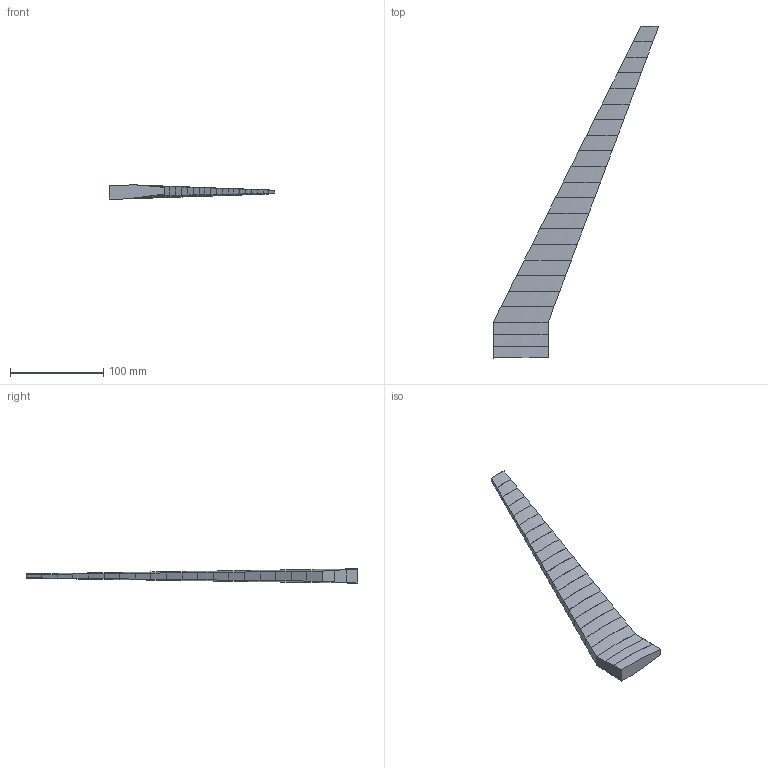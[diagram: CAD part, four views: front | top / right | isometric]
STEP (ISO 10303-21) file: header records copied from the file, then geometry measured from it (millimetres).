
FILE_DESCRIPTION(/* description */ (''),/* implementation_level */ '2;1');
FILE_NAME(/* name */ 'wingbox_cleaned.stp',/* time_stamp */ '2023-12-21T18:49:22-05:00',/* author */ (''),/* organization */ (''),/* preprocessor_version */ 'ST-DEVELOPER v18.101',/* originating_system */ 'SIEMENS PLM Software NX 2015',/* authorisation */ '');
FILE_SCHEMA (('AUTOMOTIVE_DESIGN { 1 0 10303 214 3 1 1 1 }'));
Products named in the file (1): wingbox_igs
Bounding box: 177.23 x 355.55 x 15.12 mm (x, y, z)
Surface area: 44365.1 mm2 (no closed solid volume)
Topology: 0 solids, 111 shells, 111 faces, 445 edges, 445 vertices
Faces by surface type: plane 67, bspline 44
Entity records: 39076 total; most frequent: CARTESIAN_POINT 35021, ORIENTED_EDGE 445, VERTEX_POINT 445, EDGE_CURVE 445, DIRECTION 445, LINE 287, VECTOR 287, B_SPLINE_CURVE_WITH_KNOTS 147
